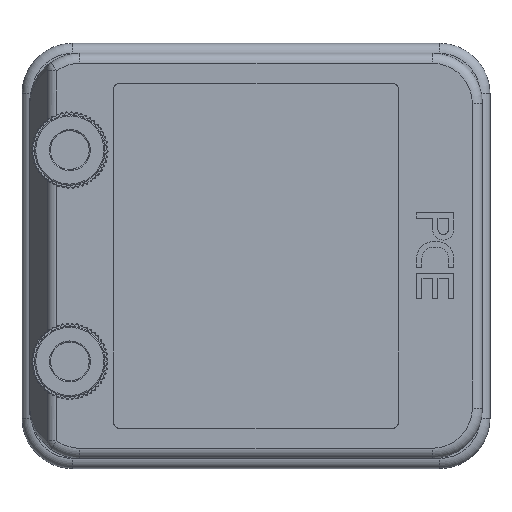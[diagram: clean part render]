
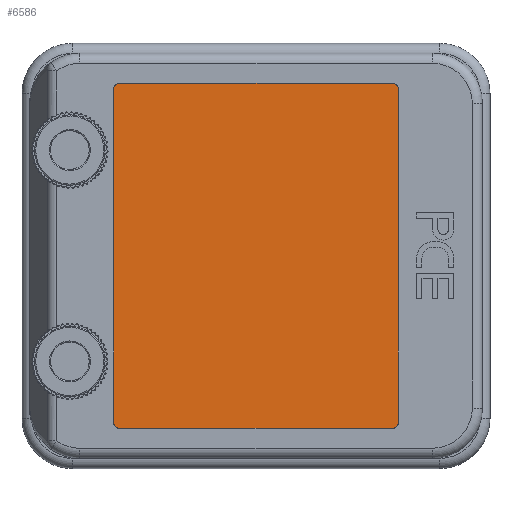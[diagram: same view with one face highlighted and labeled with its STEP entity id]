
A CAD part, top view. The second image highlights one B-rep face of the part: STEP entity #6586.
In plain terms, the highlighted planar face has unit normal (0, 0, 1).
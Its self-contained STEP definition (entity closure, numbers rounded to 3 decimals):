
#134 = CARTESIAN_POINT ( 'NONE',  ( 27.25, -69.25, 24.9 ) ) ;
#365 = ORIENTED_EDGE ( 'NONE', *, *, #16825, .F. ) ;
#438 = VERTEX_POINT ( 'NONE', #21947 ) ;
#562 = ORIENTED_EDGE ( 'NONE', *, *, #6920, .T. ) ;
#1107 = DIRECTION ( 'NONE',  ( 0., 0., 1. ) ) ;
#1479 = CARTESIAN_POINT ( 'NONE',  ( 28.25, -33.25, 24.9 ) ) ;
#1932 = CARTESIAN_POINT ( 'NONE',  ( 27.25, -34.25, 24.9 ) ) ;
#2474 = EDGE_CURVE ( 'NONE', #438, #15649, #26282, .T. ) ;
#2517 = CIRCLE ( 'NONE', #15841, 1. ) ;
#2819 = DIRECTION ( 'NONE',  ( 1., 0., 0. ) ) ;
#3563 = CARTESIAN_POINT ( 'NONE',  ( 27.25, 34.25, 24.9 ) ) ;
#3923 = CARTESIAN_POINT ( 'NONE',  ( -27.25, 34.25, 24.9 ) ) ;
#6586 = ADVANCED_FACE ( 'NONE', ( #26523 ), #21067, .T. ) ;
#6920 = EDGE_CURVE ( 'NONE', #12539, #7247, #14508, .T. ) ;
#7190 = EDGE_CURVE ( 'NONE', #11710, #19160, #2517, .T. ) ;
#7247 = VERTEX_POINT ( 'NONE', #3563 ) ;
#7751 = VECTOR ( 'NONE', #2819, 1000. ) ;
#8961 = VERTEX_POINT ( 'NONE', #1932 ) ;
#9462 = DIRECTION ( 'NONE',  ( -1., 0., 0. ) ) ;
#10206 = ORIENTED_EDGE ( 'NONE', *, *, #23336, .T. ) ;
#10247 = DIRECTION ( 'NONE',  ( 0., -1., 0. ) ) ;
#10440 = DIRECTION ( 'NONE',  ( 0., 0., 1. ) ) ;
#10446 = VERTEX_POINT ( 'NONE', #1479 ) ;
#10930 = VECTOR ( 'NONE', #28199, 1000. ) ;
#11225 = EDGE_CURVE ( 'NONE', #438, #7247, #28903, .T. ) ;
#11710 = VERTEX_POINT ( 'NONE', #19640 ) ;
#11753 = AXIS2_PLACEMENT_3D ( 'NONE', #27346, #13431, #29670 ) ;
#12492 = DIRECTION ( 'NONE',  ( 0., 0., 1. ) ) ;
#12496 = ORIENTED_EDGE ( 'NONE', *, *, #7190, .T. ) ;
#12539 = VERTEX_POINT ( 'NONE', #13008 ) ;
#12885 = EDGE_CURVE ( 'NONE', #19160, #8961, #14655, .T. ) ;
#13008 = CARTESIAN_POINT ( 'NONE',  ( 28.25, 33.25, 24.9 ) ) ;
#13431 = DIRECTION ( 'NONE',  ( 0., 0., 1. ) ) ;
#14508 = CIRCLE ( 'NONE', #11753, 1. ) ;
#14655 = LINE ( 'NONE', #21322, #7751 ) ;
#14691 = ORIENTED_EDGE ( 'NONE', *, *, #11225, .F. ) ;
#14911 = CARTESIAN_POINT ( 'NONE',  ( 28.25, 33.25, 24.9 ) ) ;
#15031 = CARTESIAN_POINT ( 'NONE',  ( -27.25, 33.25, 24.9 ) ) ;
#15649 = VERTEX_POINT ( 'NONE', #16754 ) ;
#15707 = AXIS2_PLACEMENT_3D ( 'NONE', #24369, #10440, #26688 ) ;
#15841 = AXIS2_PLACEMENT_3D ( 'NONE', #26399, #12492, #28720 ) ;
#16458 = ORIENTED_EDGE ( 'NONE', *, *, #2474, .T. ) ;
#16484 = EDGE_LOOP ( 'NONE', ( #10206, #12496, #22419, #23544, #365, #562, #14691, #16458 ) ) ;
#16754 = CARTESIAN_POINT ( 'NONE',  ( -28.25, 33.25, 24.9 ) ) ;
#16825 = EDGE_CURVE ( 'NONE', #12539, #10446, #21390, .T. ) ;
#17373 = DIRECTION ( 'NONE',  ( -1., 0., 0. ) ) ;
#18554 = AXIS2_PLACEMENT_3D ( 'NONE', #134, #23394, #9462 ) ;
#19117 = CARTESIAN_POINT ( 'NONE',  ( -27.25, -34.25, 24.9 ) ) ;
#19160 = VERTEX_POINT ( 'NONE', #19117 ) ;
#19640 = CARTESIAN_POINT ( 'NONE',  ( -28.25, -33.25, 24.9 ) ) ;
#20668 = VECTOR ( 'NONE', #10247, 1000. ) ;
#21067 = PLANE ( 'NONE',  #18554 ) ;
#21322 = CARTESIAN_POINT ( 'NONE',  ( -27.25, -34.25, 24.9 ) ) ;
#21390 = LINE ( 'NONE', #14911, #20668 ) ;
#21947 = CARTESIAN_POINT ( 'NONE',  ( -27.25, 34.25, 24.9 ) ) ;
#21996 = AXIS2_PLACEMENT_3D ( 'NONE', #15031, #1107, #17373 ) ;
#22419 = ORIENTED_EDGE ( 'NONE', *, *, #12885, .T. ) ;
#23336 = EDGE_CURVE ( 'NONE', #15649, #11710, #29461, .T. ) ;
#23394 = DIRECTION ( 'NONE',  ( 0., 0., 1. ) ) ;
#23544 = ORIENTED_EDGE ( 'NONE', *, *, #24994, .T. ) ;
#24369 = CARTESIAN_POINT ( 'NONE',  ( 27.25, -33.25, 24.9 ) ) ;
#24994 = EDGE_CURVE ( 'NONE', #8961, #10446, #26530, .T. ) ;
#25881 = CARTESIAN_POINT ( 'NONE',  ( -28.25, 33.25, 24.9 ) ) ;
#26282 = CIRCLE ( 'NONE', #21996, 1. ) ;
#26399 = CARTESIAN_POINT ( 'NONE',  ( -27.25, -33.25, 24.9 ) ) ;
#26523 = FACE_OUTER_BOUND ( 'NONE', #16484, .T. ) ;
#26530 = CIRCLE ( 'NONE', #15707, 1. ) ;
#26688 = DIRECTION ( 'NONE',  ( -1., 0., 0. ) ) ;
#27346 = CARTESIAN_POINT ( 'NONE',  ( 27.25, 33.25, 24.9 ) ) ;
#28199 = DIRECTION ( 'NONE',  ( 0., -1., 0. ) ) ;
#28720 = DIRECTION ( 'NONE',  ( -1., 0., 0. ) ) ;
#28903 = LINE ( 'NONE', #3923, #29228 ) ;
#29228 = VECTOR ( 'NONE', #29392, 1000. ) ;
#29392 = DIRECTION ( 'NONE',  ( 1., 0., 0. ) ) ;
#29461 = LINE ( 'NONE', #25881, #10930 ) ;
#29670 = DIRECTION ( 'NONE',  ( -1., 0., 0. ) ) ;
